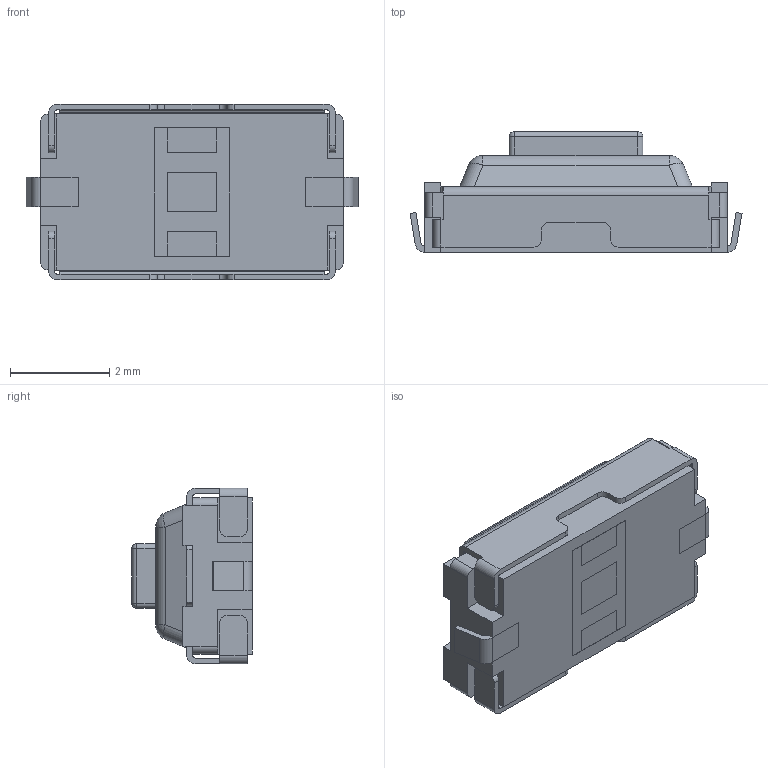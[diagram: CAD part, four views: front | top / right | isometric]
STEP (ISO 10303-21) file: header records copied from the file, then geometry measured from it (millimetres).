
FILE_DESCRIPTION (( 'STEP AP214' ), '1' );
FILE_NAME ('PTS636 SK25J SMTR LFS.STEP', '2021-08-23T10:26:18', ( '' ), ( '' ), 'SwSTEP 2.0', 'SolidWorks 2018', '' );
FILE_SCHEMA (( 'AUTOMOTIVE_DESIGN' ));
Length unit declared in the file: millimetre
Products named in the file (2): PTS636 SK25J SMTR LFS
Bounding box: 6.7 x 2.43 x 3.55 mm (x, y, z)
Volume: 34.9 mm3; surface area: 159.6 mm2
Topology: 8 solids, 8 shells, 269 faces, 708 edges, 444 vertices
Faces by surface type: plane 169, cylinder 84, sphere 16
Entity records: 11073 total; most frequent: CARTESIAN_POINT 1467, ORIENTED_EDGE 1384, DIRECTION 1366, EDGE_CURVE 692, VECTOR 520, LINE 520, VERTEX_POINT 444, AXIS2_PLACEMENT_3D 423
